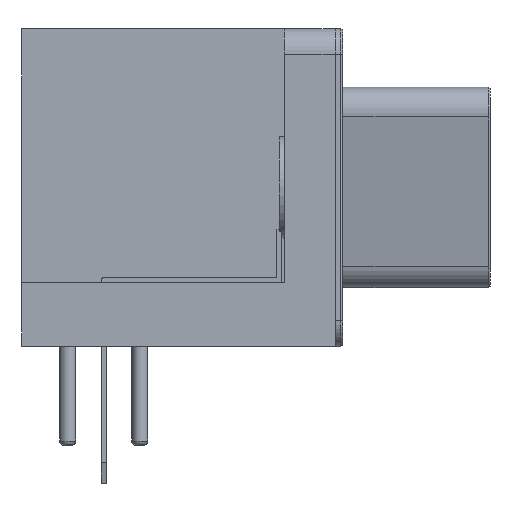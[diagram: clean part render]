
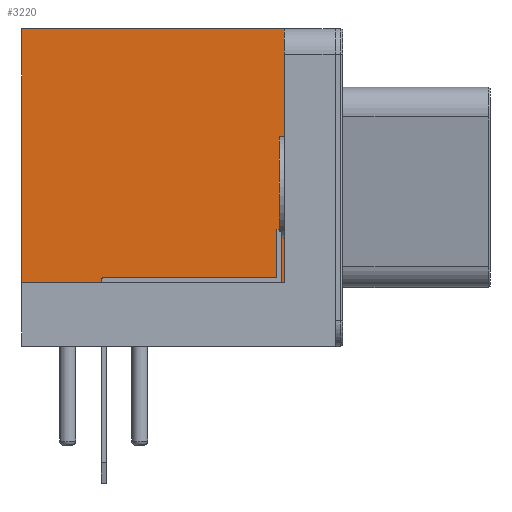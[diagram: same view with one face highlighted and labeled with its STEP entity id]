
A CAD part, left-side view. The second image highlights one B-rep face of the part: STEP entity #3220.
In plain terms, the highlighted planar face has unit normal (-1, 0, 0).
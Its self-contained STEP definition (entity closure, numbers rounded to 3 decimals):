
#2400 = VERTEX_POINT('',#2401);
#2401 = CARTESIAN_POINT('',(-4.36,1.8,12.5));
#2407 = EDGE_CURVE('',#2408,#2400,#2410,.T.);
#2408 = VERTEX_POINT('',#2409);
#2409 = CARTESIAN_POINT('',(-4.36,-8.54,12.5));
#2410 = LINE('',#2411,#2412);
#2411 = CARTESIAN_POINT('',(-4.36,-9.54,12.5));
#2412 = VECTOR('',#2413,1.);
#2413 = DIRECTION('',(0.,1.,0.));
#2563 = EDGE_CURVE('',#2564,#2400,#2566,.T.);
#2564 = VERTEX_POINT('',#2565);
#2565 = CARTESIAN_POINT('',(-4.36,1.8,2.5));
#2566 = LINE('',#2567,#2568);
#2567 = CARTESIAN_POINT('',(-4.36,1.8,4.375));
#2568 = VECTOR('',#2569,1.);
#2569 = DIRECTION('',(0.,0.,1.));
#3050 = VERTEX_POINT('',#3051);
#3051 = CARTESIAN_POINT('',(-4.36,-8.54,2.5));
#3057 = EDGE_CURVE('',#3050,#2408,#3058,.T.);
#3058 = LINE('',#3059,#3060);
#3059 = CARTESIAN_POINT('',(-4.36,-8.54,2.5));
#3060 = VECTOR('',#3061,1.);
#3061 = DIRECTION('',(0.,0.,1.));
#3087 = EDGE_CURVE('',#3050,#2564,#3088,.T.);
#3088 = LINE('',#3089,#3090);
#3089 = CARTESIAN_POINT('',(-4.36,-8.54,2.5));
#3090 = VECTOR('',#3091,1.);
#3091 = DIRECTION('',(0.,1.,0.));
#3220 = ADVANCED_FACE('',(#3221),#3227,.F.);
#3221 = FACE_BOUND('',#3222,.F.);
#3222 = EDGE_LOOP('',(#3223,#3224,#3225,#3226));
#3223 = ORIENTED_EDGE('',*,*,#3057,.F.);
#3224 = ORIENTED_EDGE('',*,*,#3087,.T.);
#3225 = ORIENTED_EDGE('',*,*,#2563,.T.);
#3226 = ORIENTED_EDGE('',*,*,#2407,.F.);
#3227 = PLANE('',#3228);
#3228 = AXIS2_PLACEMENT_3D('',#3229,#3230,#3231);
#3229 = CARTESIAN_POINT('',(-4.36,-8.54,2.5));
#3230 = DIRECTION('',(1.,0.,0.));
#3231 = DIRECTION('',(0.,0.,1.));
